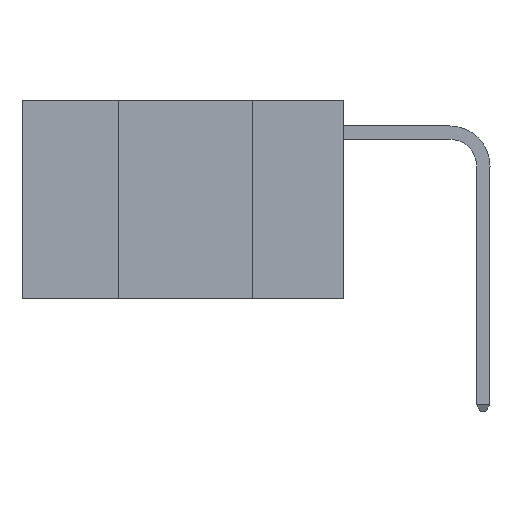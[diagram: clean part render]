
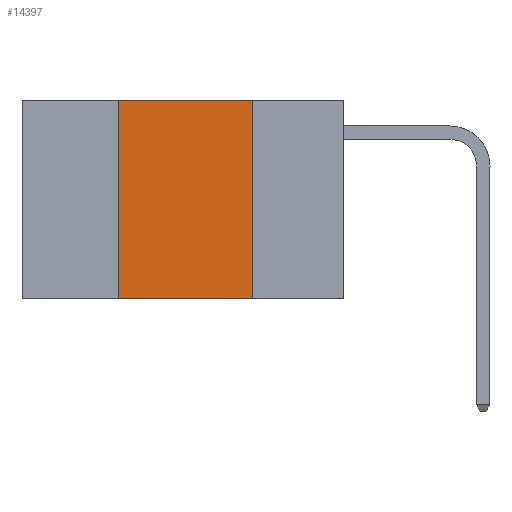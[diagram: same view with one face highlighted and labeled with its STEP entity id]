
A CAD part, left-side view. The second image highlights one B-rep face of the part: STEP entity #14397.
In plain terms, the highlighted planar face has unit normal (-1, 0, 0).
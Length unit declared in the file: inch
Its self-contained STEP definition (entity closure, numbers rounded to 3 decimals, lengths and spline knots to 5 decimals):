
#828 = VECTOR ( 'NONE', #3881, 39.37008 ) ;
#829 = DIRECTION ( 'NONE',  ( 0., 0., -1. ) ) ;
#1486 = PLANE ( 'NONE',  #3809 ) ;
#1601 = VECTOR ( 'NONE', #6898, 39.37008 ) ;
#2070 = VERTEX_POINT ( 'NONE', #6501 ) ;
#2618 = EDGE_CURVE ( 'NONE', #9315, #3653, #4147, .T. ) ;
#2845 = VERTEX_POINT ( 'NONE', #9131 ) ;
#3447 = EDGE_CURVE ( 'NONE', #9315, #2845, #4911, .T. ) ;
#3653 = VERTEX_POINT ( 'NONE', #12040 ) ;
#3809 = AXIS2_PLACEMENT_3D ( 'NONE', #11169, #3978, #12360 ) ;
#3881 = DIRECTION ( 'NONE',  ( 0., -1., 0. ) ) ;
#3978 = DIRECTION ( 'NONE',  ( 1., 0., 0. ) ) ;
#4147 = LINE ( 'NONE', #14569, #828 ) ;
#4216 = ORIENTED_EDGE ( 'NONE', *, *, #2618, .T. ) ;
#4463 = CARTESIAN_POINT ( 'NONE',  ( 0., 0.42, 0. ) ) ;
#4911 = LINE ( 'NONE', #4463, #1601 ) ;
#5081 = EDGE_CURVE ( 'NONE', #2070, #3653, #15057, .T. ) ;
#5929 = ORIENTED_EDGE ( 'NONE', *, *, #8507, .F. ) ;
#6501 = CARTESIAN_POINT ( 'NONE',  ( 0., 0.17, 0. ) ) ;
#6592 = CARTESIAN_POINT ( 'NONE',  ( 0., 0.6, 0. ) ) ;
#6794 = CARTESIAN_POINT ( 'NONE',  ( 0., 0.42, -0.37 ) ) ;
#6898 = DIRECTION ( 'NONE',  ( 0., 0., 1. ) ) ;
#6930 = CARTESIAN_POINT ( 'NONE',  ( 0., 0.17, 0. ) ) ;
#8507 = EDGE_CURVE ( 'NONE', #2845, #2070, #12276, .T. ) ;
#9105 = VECTOR ( 'NONE', #10180, 39.37008 ) ;
#9131 = CARTESIAN_POINT ( 'NONE',  ( 0., 0.42, 0. ) ) ;
#9315 = VERTEX_POINT ( 'NONE', #6794 ) ;
#10180 = DIRECTION ( 'NONE',  ( 0., -1., 0. ) ) ;
#11169 = CARTESIAN_POINT ( 'NONE',  ( 0., 0.6, 0. ) ) ;
#11915 = FACE_OUTER_BOUND ( 'NONE', #15193, .T. ) ;
#11950 = VECTOR ( 'NONE', #829, 39.37008 ) ;
#12040 = CARTESIAN_POINT ( 'NONE',  ( 0., 0.17, -0.37 ) ) ;
#12276 = LINE ( 'NONE', #6592, #9105 ) ;
#12360 = DIRECTION ( 'NONE',  ( 0., 0., -1. ) ) ;
#13755 = ORIENTED_EDGE ( 'NONE', *, *, #3447, .F. ) ;
#14397 = ADVANCED_FACE ( 'NONE', ( #11915 ), #1486, .F. ) ;
#14569 = CARTESIAN_POINT ( 'NONE',  ( 0., 0.6, -0.37 ) ) ;
#15057 = LINE ( 'NONE', #6930, #11950 ) ;
#15193 = EDGE_LOOP ( 'NONE', ( #15201, #5929, #13755, #4216 ) ) ;
#15201 = ORIENTED_EDGE ( 'NONE', *, *, #5081, .F. ) ;
